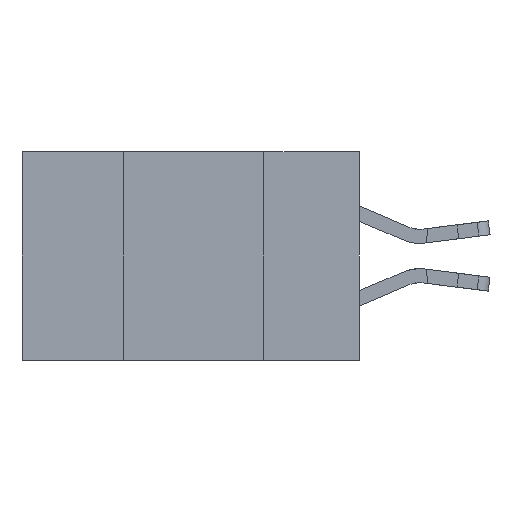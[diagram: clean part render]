
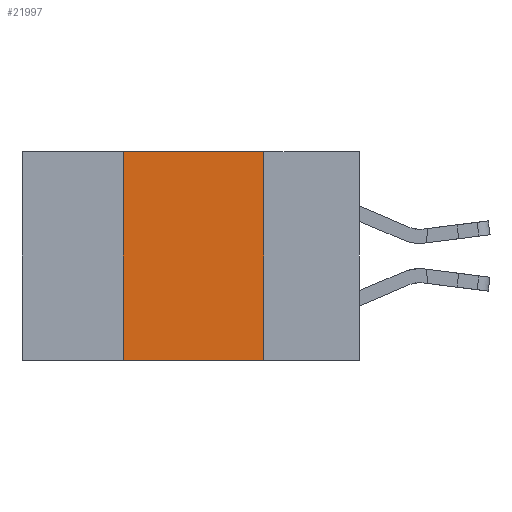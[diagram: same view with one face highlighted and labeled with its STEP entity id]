
A CAD part, left-side view. The second image highlights one B-rep face of the part: STEP entity #21997.
In plain terms, the highlighted planar face has unit normal (-1, 0, 0).
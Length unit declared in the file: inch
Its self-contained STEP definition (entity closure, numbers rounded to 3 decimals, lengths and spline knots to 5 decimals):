
#77 = VECTOR ( 'NONE', #16038, 39.37008 ) ;
#784 = VERTEX_POINT ( 'NONE', #4532 ) ;
#1427 = ORIENTED_EDGE ( 'NONE', *, *, #25974, .T. ) ;
#1654 = PLANE ( 'NONE',  #1864 ) ;
#1864 = AXIS2_PLACEMENT_3D ( 'NONE', #9210, #32506, #12119 ) ;
#4532 = CARTESIAN_POINT ( 'NONE',  ( 0., 0.17, -0.37 ) ) ;
#7013 = VERTEX_POINT ( 'NONE', #32331 ) ;
#8810 = VECTOR ( 'NONE', #19992, 39.37008 ) ;
#9210 = CARTESIAN_POINT ( 'NONE',  ( 0., 0.6, 0. ) ) ;
#10205 = CARTESIAN_POINT ( 'NONE',  ( 0., 0.6, -0.37 ) ) ;
#10315 = EDGE_LOOP ( 'NONE', ( #14351, #17650, #15354, #1427 ) ) ;
#10319 = CARTESIAN_POINT ( 'NONE',  ( 0., 0.42, 0. ) ) ;
#10366 = LINE ( 'NONE', #10205, #12926 ) ;
#10505 = VECTOR ( 'NONE', #24659, 39.37008 ) ;
#11301 = LINE ( 'NONE', #19007, #10505 ) ;
#12119 = DIRECTION ( 'NONE',  ( 0., 0., -1. ) ) ;
#12926 = VECTOR ( 'NONE', #12947, 39.37008 ) ;
#12947 = DIRECTION ( 'NONE',  ( 0., -1., 0. ) ) ;
#14351 = ORIENTED_EDGE ( 'NONE', *, *, #18149, .F. ) ;
#15354 = ORIENTED_EDGE ( 'NONE', *, *, #33471, .F. ) ;
#16038 = DIRECTION ( 'NONE',  ( 0., 0., 1. ) ) ;
#17650 = ORIENTED_EDGE ( 'NONE', *, *, #18960, .F. ) ;
#17908 = CARTESIAN_POINT ( 'NONE',  ( 0., 0.42, -0.37 ) ) ;
#18149 = EDGE_CURVE ( 'NONE', #7013, #784, #19299, .T. ) ;
#18960 = EDGE_CURVE ( 'NONE', #25011, #7013, #11301, .T. ) ;
#19007 = CARTESIAN_POINT ( 'NONE',  ( 0., 0.6, 0. ) ) ;
#19299 = LINE ( 'NONE', #21870, #8810 ) ;
#19992 = DIRECTION ( 'NONE',  ( 0., 0., -1. ) ) ;
#20357 = LINE ( 'NONE', #23946, #77 ) ;
#21870 = CARTESIAN_POINT ( 'NONE',  ( 0., 0.17, 0. ) ) ;
#21997 = ADVANCED_FACE ( 'NONE', ( #27881 ), #1654, .F. ) ;
#23946 = CARTESIAN_POINT ( 'NONE',  ( 0., 0.42, 0. ) ) ;
#24659 = DIRECTION ( 'NONE',  ( 0., -1., 0. ) ) ;
#25011 = VERTEX_POINT ( 'NONE', #10319 ) ;
#25974 = EDGE_CURVE ( 'NONE', #28266, #784, #10366, .T. ) ;
#27881 = FACE_OUTER_BOUND ( 'NONE', #10315, .T. ) ;
#28266 = VERTEX_POINT ( 'NONE', #17908 ) ;
#32331 = CARTESIAN_POINT ( 'NONE',  ( 0., 0.17, 0. ) ) ;
#32506 = DIRECTION ( 'NONE',  ( 1., 0., 0. ) ) ;
#33471 = EDGE_CURVE ( 'NONE', #28266, #25011, #20357, .T. ) ;
